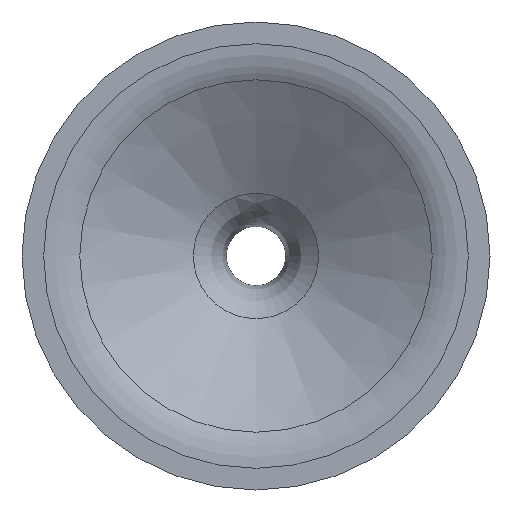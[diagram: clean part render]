
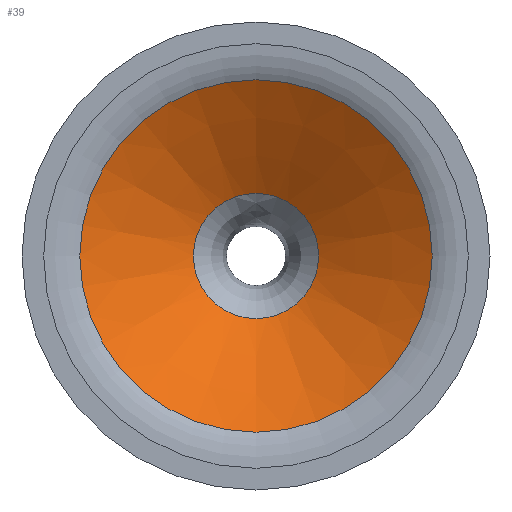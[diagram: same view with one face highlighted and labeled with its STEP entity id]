
A CAD part, left-side view. The second image highlights one B-rep face of the part: STEP entity #39.
In plain terms, the highlighted conical face has half-angle 58.588 degrees and reference radius 3.615 mm.
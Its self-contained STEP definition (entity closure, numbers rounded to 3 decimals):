
#39 = ADVANCED_FACE( '', ( #84, #85 ), #86, .F. );
#84 = FACE_OUTER_BOUND( '', #143, .T. );
#85 = FACE_BOUND( '', #144, .T. );
#86 = CONICAL_SURFACE( '', #145, 3.615, 1.023 );
#143 = EDGE_LOOP( '', ( #198 ) );
#144 = EDGE_LOOP( '', ( #199 ) );
#145 = AXIS2_PLACEMENT_3D( '', #200, #201, #202 );
#198 = ORIENTED_EDGE( '', *, *, #273, .T. );
#199 = ORIENTED_EDGE( '', *, *, #274, .F. );
#200 = CARTESIAN_POINT( '', ( -10.414, 0., 0. ) );
#201 = DIRECTION( '', ( -1., 0., 0. ) );
#202 = DIRECTION( '', ( 0., 0., 1. ) );
#273 = EDGE_CURVE( '', #301, #301, #302, .T. );
#274 = EDGE_CURVE( '', #303, #303, #304, .T. );
#301 = VERTEX_POINT( '', #340 );
#302 = CIRCLE( '', #341, 10.165 );
#303 = VERTEX_POINT( '', #342 );
#304 = CIRCLE( '', #343, 3.615 );
#340 = CARTESIAN_POINT( '', ( -14.414, 0., 10.165 ) );
#341 = AXIS2_PLACEMENT_3D( '', #379, #380, #381 );
#342 = CARTESIAN_POINT( '', ( -10.414, 0., 3.615 ) );
#343 = AXIS2_PLACEMENT_3D( '', #382, #383, #384 );
#379 = CARTESIAN_POINT( '', ( -14.414, 0., 0. ) );
#380 = DIRECTION( '', ( -1., 0., 0. ) );
#381 = DIRECTION( '', ( 0., 0., 1. ) );
#382 = CARTESIAN_POINT( '', ( -10.414, 0., 0. ) );
#383 = DIRECTION( '', ( -1., 0., 0. ) );
#384 = DIRECTION( '', ( 0., 0., 1. ) );
